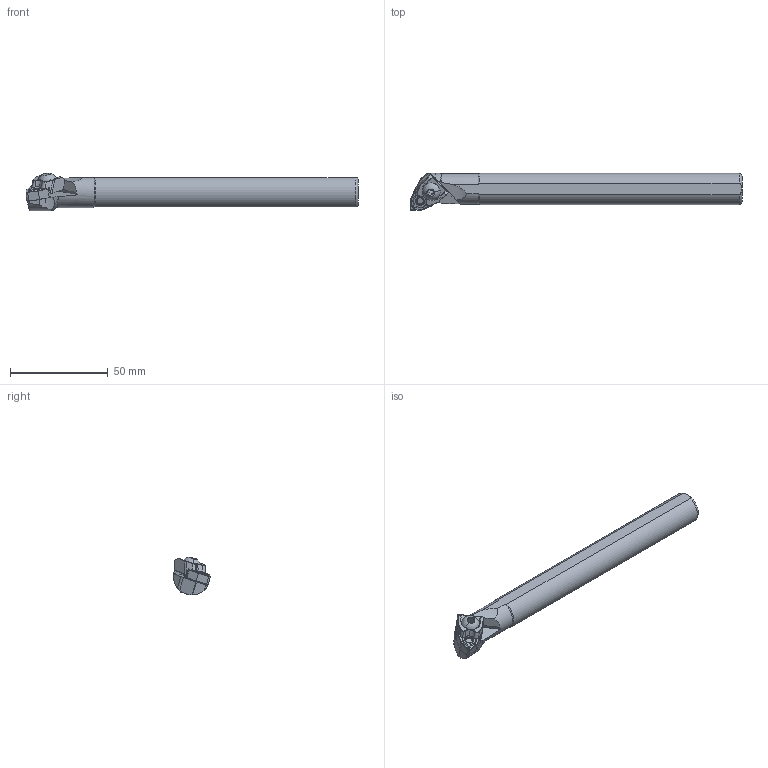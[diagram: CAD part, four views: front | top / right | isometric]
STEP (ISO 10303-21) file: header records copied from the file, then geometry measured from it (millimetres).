
FILE_DESCRIPTION (( 'STEP AP214' ), '1' );
FILE_NAME ('S16P-MWLNR-06-LIGHT.STP', '2023-10-12T09:00:17', ( '' ), ( '' ), 'SwSTEP 2.0', 'SolidWorks 2018', '' );
FILE_SCHEMA (( 'AUTOMOTIVE_DESIGN' ));
Length unit declared in the file: millimetre
Products named in the file (1): S16P-MWLNR-06-LIGHT
Bounding box: 170 x 19 x 19.3 mm (x, y, z)
Volume: 32324.2 mm3; surface area: 9800.4 mm2
Topology: 2 solids, 2 shells, 256 faces, 656 edges, 408 vertices
Faces by surface type: plane 107, cone 58, cylinder 54, bspline 29, torus 8
Entity records: 13417 total; most frequent: CARTESIAN_POINT 4710, ORIENTED_EDGE 1304, DIRECTION 1117, EDGE_CURVE 652, VERTEX_POINT 408, AXIS2_PLACEMENT_3D 401, VECTOR 315, LINE 315
